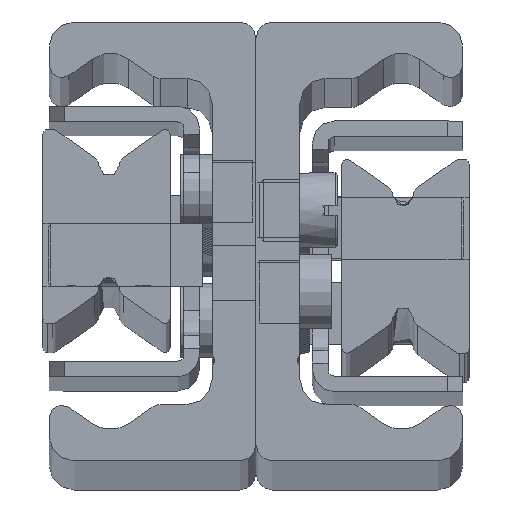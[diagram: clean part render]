
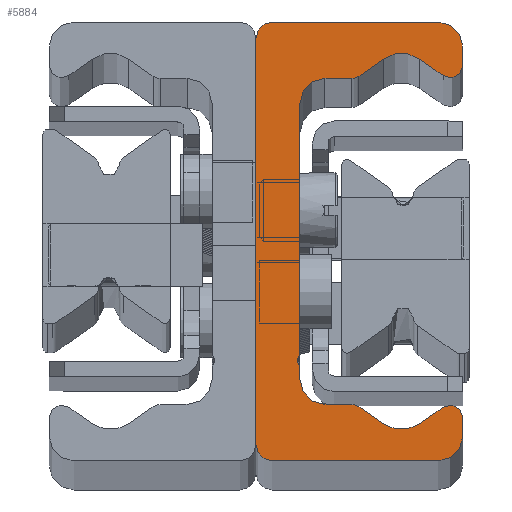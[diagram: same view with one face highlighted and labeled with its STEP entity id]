
A CAD part, top view. The second image highlights one B-rep face of the part: STEP entity #5884.
In plain terms, the highlighted planar face has unit normal (0, 0, 1).
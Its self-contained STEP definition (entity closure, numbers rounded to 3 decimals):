
#2499=CARTESIAN_POINT('',(3.5,11.0,1330.0));
#2500=VERTEX_POINT('',#2499);
#2507=CARTESIAN_POINT('',(3.5,-9.067,1330.0));
#2508=VERTEX_POINT('',#2507);
#2509=CARTESIAN_POINT('',(3.5,11.0,1330.0));
#2510=DIRECTION('',(0.0,-1.0,0.0));
#2511=VECTOR('',#2510,20.067);
#2512=LINE('',#2509,#2511);
#2513=EDGE_CURVE('',#2500,#2508,#2512,.T.);
#3055=CARTESIAN_POINT('',(3.5,-9.933,1330.0));
#3056=VERTEX_POINT('',#3055);
#3057=CARTESIAN_POINT('',(3.75,-9.5,1330.0));
#3058=DIRECTION('',(0.0,0.0,1.0));
#3059=DIRECTION('',(-0.5,0.866,0.0));
#3060=AXIS2_PLACEMENT_3D('',#3057,#3058,#3059);
#3061=CIRCLE('',#3060,0.5);
#3062=EDGE_CURVE('',#2508,#3056,#3061,.T.);
#4986=CARTESIAN_POINT('',(0.0,16.2,1330.0));
#4987=VERTEX_POINT('',#4986);
#4988=CARTESIAN_POINT('',(1.3,17.5,1330.0));
#4989=VERTEX_POINT('',#4988);
#4990=CARTESIAN_POINT('',(1.3,16.2,1330.0));
#4991=DIRECTION('',(0.0,0.0,-1.0));
#4992=DIRECTION('',(0.0,-1.0,0.0));
#4993=AXIS2_PLACEMENT_3D('',#4990,#4991,#4992);
#4994=CIRCLE('',#4993,1.3);
#4995=EDGE_CURVE('',#4987,#4989,#4994,.T.);
#5028=CARTESIAN_POINT('',(14.5,17.5,1330.0));
#5029=VERTEX_POINT('',#5028);
#5030=CARTESIAN_POINT('',(1.3,17.5,1330.0));
#5031=DIRECTION('',(1.0,0.0,0.0));
#5032=VECTOR('',#5031,13.2);
#5033=LINE('',#5030,#5032);
#5034=EDGE_CURVE('',#4989,#5029,#5033,.T.);
#5059=CARTESIAN_POINT('',(16.5,15.5,1330.0));
#5060=VERTEX_POINT('',#5059);
#5061=CARTESIAN_POINT('',(14.5,15.5,1330.0));
#5062=DIRECTION('',(0.0,0.0,-1.0));
#5063=DIRECTION('',(-1.0,0.0,0.0));
#5064=AXIS2_PLACEMENT_3D('',#5061,#5062,#5063);
#5065=CIRCLE('',#5064,2.);
#5066=EDGE_CURVE('',#5029,#5060,#5065,.T.);
#5092=CARTESIAN_POINT('',(16.5,14.042,1330.0));
#5093=VERTEX_POINT('',#5092);
#5094=CARTESIAN_POINT('',(16.5,15.5,1330.0));
#5095=DIRECTION('',(0.0,-1.0,0.0));
#5096=VECTOR('',#5095,1.458);
#5097=LINE('',#5094,#5096);
#5098=EDGE_CURVE('',#5060,#5093,#5097,.T.);
#5123=CARTESIAN_POINT('',(14.926,13.223,1330.0));
#5124=VERTEX_POINT('',#5123);
#5125=CARTESIAN_POINT('',(15.5,14.042,1330.0));
#5126=DIRECTION('',(0.0,0.0,-1.));
#5127=DIRECTION('',(0.574,0.819,0.0));
#5128=AXIS2_PLACEMENT_3D('',#5125,#5126,#5127);
#5129=CIRCLE('',#5128,1.);
#5130=EDGE_CURVE('',#5093,#5124,#5129,.T.);
#5156=CARTESIAN_POINT('',(13.034,14.548,1330.0));
#5157=VERTEX_POINT('',#5156);
#5158=CARTESIAN_POINT('',(14.926,13.223,1330.0));
#5159=DIRECTION('',(-0.819,0.574,0.0));
#5160=VECTOR('',#5159,2.31);
#5161=LINE('',#5158,#5160);
#5162=EDGE_CURVE('',#5124,#5157,#5161,.T.);
#5187=CARTESIAN_POINT('',(10.166,14.548,1330.0));
#5188=VERTEX_POINT('',#5187);
#5189=CARTESIAN_POINT('',(11.6,12.5,1330.0));
#5190=DIRECTION('',(0.0,0.0,1.0));
#5191=DIRECTION('',(0.574,0.819,0.0));
#5192=AXIS2_PLACEMENT_3D('',#5189,#5190,#5191);
#5193=CIRCLE('',#5192,2.5);
#5194=EDGE_CURVE('',#5157,#5188,#5193,.T.);
#5220=CARTESIAN_POINT('',(8.214,13.181,1330.0));
#5221=VERTEX_POINT('',#5220);
#5222=CARTESIAN_POINT('',(10.166,14.548,1330.0));
#5223=DIRECTION('',(-0.819,-0.574,0.0));
#5224=VECTOR('',#5223,2.383);
#5225=LINE('',#5222,#5224);
#5226=EDGE_CURVE('',#5188,#5221,#5225,.T.);
#5251=CARTESIAN_POINT('',(7.64,13.0,1330.0));
#5252=VERTEX_POINT('',#5251);
#5253=CARTESIAN_POINT('',(7.64,14.,1330.0));
#5254=DIRECTION('',(0.0,0.0,-1.0));
#5255=DIRECTION('',(0.0,1.0,0.0));
#5256=AXIS2_PLACEMENT_3D('',#5253,#5254,#5255);
#5257=CIRCLE('',#5256,1.);
#5258=EDGE_CURVE('',#5221,#5252,#5257,.T.);
#5284=CARTESIAN_POINT('',(5.5,13.0,1330.0));
#5285=VERTEX_POINT('',#5284);
#5286=CARTESIAN_POINT('',(7.64,13.0,1330.0));
#5287=DIRECTION('',(-1.0,0.0,0.0));
#5288=VECTOR('',#5287,2.14);
#5289=LINE('',#5286,#5288);
#5290=EDGE_CURVE('',#5252,#5285,#5289,.T.);
#5315=CARTESIAN_POINT('',(5.5,11.0,1330.0));
#5316=DIRECTION('',(0.0,0.0,1.0));
#5317=DIRECTION('',(0.0,1.0,0.0));
#5318=AXIS2_PLACEMENT_3D('',#5315,#5316,#5317);
#5319=CIRCLE('',#5318,2.0);
#5320=EDGE_CURVE('',#5285,#2500,#5319,.T.);
#5339=CARTESIAN_POINT('',(3.5,-11.0,1330.0));
#5340=VERTEX_POINT('',#5339);
#5341=CARTESIAN_POINT('',(3.5,-9.933,1330.0));
#5342=DIRECTION('',(0.0,-1.0,0.0));
#5343=VECTOR('',#5342,1.067);
#5344=LINE('',#5341,#5343);
#5345=EDGE_CURVE('',#3056,#5340,#5344,.T.);
#5370=CARTESIAN_POINT('',(5.5,-13.0,1330.0));
#5371=VERTEX_POINT('',#5370);
#5372=CARTESIAN_POINT('',(5.5,-11.0,1330.0));
#5373=DIRECTION('',(0.0,0.0,1.0));
#5374=DIRECTION('',(-1.0,0.0,0.0));
#5375=AXIS2_PLACEMENT_3D('',#5372,#5373,#5374);
#5376=CIRCLE('',#5375,2.0);
#5377=EDGE_CURVE('',#5340,#5371,#5376,.T.);
#5403=CARTESIAN_POINT('',(7.64,-13.0,1330.0));
#5404=VERTEX_POINT('',#5403);
#5405=CARTESIAN_POINT('',(5.5,-13.0,1330.0));
#5406=DIRECTION('',(1.0,0.0,0.0));
#5407=VECTOR('',#5406,2.14);
#5408=LINE('',#5405,#5407);
#5409=EDGE_CURVE('',#5371,#5404,#5408,.T.);
#5434=CARTESIAN_POINT('',(8.214,-13.181,1330.0));
#5435=VERTEX_POINT('',#5434);
#5436=CARTESIAN_POINT('',(7.64,-14.0,1330.0));
#5437=DIRECTION('',(0.0,0.0,-1.0));
#5438=DIRECTION('',(-0.574,-0.819,0.0));
#5439=AXIS2_PLACEMENT_3D('',#5436,#5437,#5438);
#5440=CIRCLE('',#5439,1.);
#5441=EDGE_CURVE('',#5404,#5435,#5440,.T.);
#5467=CARTESIAN_POINT('',(10.166,-14.548,1330.0));
#5468=VERTEX_POINT('',#5467);
#5469=CARTESIAN_POINT('',(8.214,-13.181,1330.0));
#5470=DIRECTION('',(0.819,-0.574,0.0));
#5471=VECTOR('',#5470,2.383);
#5472=LINE('',#5469,#5471);
#5473=EDGE_CURVE('',#5435,#5468,#5472,.T.);
#5498=CARTESIAN_POINT('',(13.034,-14.548,1330.0));
#5499=VERTEX_POINT('',#5498);
#5500=CARTESIAN_POINT('',(11.6,-12.5,1330.0));
#5501=DIRECTION('',(0.0,0.0,1.));
#5502=DIRECTION('',(-0.574,-0.819,0.0));
#5503=AXIS2_PLACEMENT_3D('',#5500,#5501,#5502);
#5504=CIRCLE('',#5503,2.5);
#5505=EDGE_CURVE('',#5468,#5499,#5504,.T.);
#5531=CARTESIAN_POINT('',(14.926,-13.223,1330.0));
#5532=VERTEX_POINT('',#5531);
#5533=CARTESIAN_POINT('',(13.034,-14.548,1330.0));
#5534=DIRECTION('',(0.819,0.574,0.0));
#5535=VECTOR('',#5534,2.31);
#5536=LINE('',#5533,#5535);
#5537=EDGE_CURVE('',#5499,#5532,#5536,.T.);
#5562=CARTESIAN_POINT('',(16.5,-14.042,1330.0));
#5563=VERTEX_POINT('',#5562);
#5564=CARTESIAN_POINT('',(15.5,-14.042,1330.0));
#5565=DIRECTION('',(0.0,0.0,-1.0));
#5566=DIRECTION('',(-1.0,0.0,0.0));
#5567=AXIS2_PLACEMENT_3D('',#5564,#5565,#5566);
#5568=CIRCLE('',#5567,1.);
#5569=EDGE_CURVE('',#5532,#5563,#5568,.T.);
#5595=CARTESIAN_POINT('',(16.5,-15.5,1330.0));
#5596=VERTEX_POINT('',#5595);
#5597=CARTESIAN_POINT('',(16.5,-14.042,1330.0));
#5598=DIRECTION('',(0.0,-1.0,0.0));
#5599=VECTOR('',#5598,1.458);
#5600=LINE('',#5597,#5599);
#5601=EDGE_CURVE('',#5563,#5596,#5600,.T.);
#5626=CARTESIAN_POINT('',(14.5,-17.5,1330.0));
#5627=VERTEX_POINT('',#5626);
#5628=CARTESIAN_POINT('',(14.5,-15.5,1330.0));
#5629=DIRECTION('',(0.0,0.0,-1.0));
#5630=DIRECTION('',(0.0,1.0,0.0));
#5631=AXIS2_PLACEMENT_3D('',#5628,#5629,#5630);
#5632=CIRCLE('',#5631,2.);
#5633=EDGE_CURVE('',#5596,#5627,#5632,.T.);
#5659=CARTESIAN_POINT('',(1.3,-17.5,1330.0));
#5660=VERTEX_POINT('',#5659);
#5661=CARTESIAN_POINT('',(14.5,-17.5,1330.0));
#5662=DIRECTION('',(-1.0,0.0,0.0));
#5663=VECTOR('',#5662,13.2);
#5664=LINE('',#5661,#5663);
#5665=EDGE_CURVE('',#5627,#5660,#5664,.T.);
#5690=CARTESIAN_POINT('',(0.0,-16.2,1330.0));
#5691=VERTEX_POINT('',#5690);
#5692=CARTESIAN_POINT('',(1.3,-16.2,1330.0));
#5693=DIRECTION('',(0.0,0.0,-1.0));
#5694=DIRECTION('',(1.0,0.0,0.0));
#5695=AXIS2_PLACEMENT_3D('',#5692,#5693,#5694);
#5696=CIRCLE('',#5695,1.3);
#5697=EDGE_CURVE('',#5660,#5691,#5696,.T.);
#5723=CARTESIAN_POINT('',(0.0,-16.2,1330.0));
#5724=DIRECTION('',(0.0,1.0,0.0));
#5725=VECTOR('',#5724,32.4);
#5726=LINE('',#5723,#5725);
#5727=EDGE_CURVE('',#5691,#4987,#5726,.T.);
#5851=CARTESIAN_POINT('',(5.942,-0.014,1330.0));
#5852=DIRECTION('',(0.0,0.0,1.0));
#5853=DIRECTION('',(1.0,0.0,0.0));
#5854=AXIS2_PLACEMENT_3D('',#5851,#5852,#5853);
#5855=PLANE('',#5854);
#5856=ORIENTED_EDGE('',*,*,#4995,.F.);
#5857=ORIENTED_EDGE('',*,*,#5727,.F.);
#5858=ORIENTED_EDGE('',*,*,#5697,.F.);
#5859=ORIENTED_EDGE('',*,*,#5665,.F.);
#5860=ORIENTED_EDGE('',*,*,#5633,.F.);
#5861=ORIENTED_EDGE('',*,*,#5601,.F.);
#5862=ORIENTED_EDGE('',*,*,#5569,.F.);
#5863=ORIENTED_EDGE('',*,*,#5537,.F.);
#5864=ORIENTED_EDGE('',*,*,#5505,.F.);
#5865=ORIENTED_EDGE('',*,*,#5473,.F.);
#5866=ORIENTED_EDGE('',*,*,#5441,.F.);
#5867=ORIENTED_EDGE('',*,*,#5409,.F.);
#5868=ORIENTED_EDGE('',*,*,#5377,.F.);
#5869=ORIENTED_EDGE('',*,*,#5345,.F.);
#5870=ORIENTED_EDGE('',*,*,#3062,.F.);
#5871=ORIENTED_EDGE('',*,*,#2513,.F.);
#5872=ORIENTED_EDGE('',*,*,#5320,.F.);
#5873=ORIENTED_EDGE('',*,*,#5290,.F.);
#5874=ORIENTED_EDGE('',*,*,#5258,.F.);
#5875=ORIENTED_EDGE('',*,*,#5226,.F.);
#5876=ORIENTED_EDGE('',*,*,#5194,.F.);
#5877=ORIENTED_EDGE('',*,*,#5162,.F.);
#5878=ORIENTED_EDGE('',*,*,#5130,.F.);
#5879=ORIENTED_EDGE('',*,*,#5098,.F.);
#5880=ORIENTED_EDGE('',*,*,#5066,.F.);
#5881=ORIENTED_EDGE('',*,*,#5034,.F.);
#5882=EDGE_LOOP('',(#5856,#5857,#5858,#5859,#5860,#5861,#5862,#5863,#5864,#5865,#5866,#5867,#5868,#5869,#5870,#5871,#5872,#5873,#5874,#5875,#5876,#5877,#5878,#5879,#5880,#5881));
#5883=FACE_OUTER_BOUND('',#5882,.T.);
#5884=ADVANCED_FACE('',(#5883),#5855,.T.);
